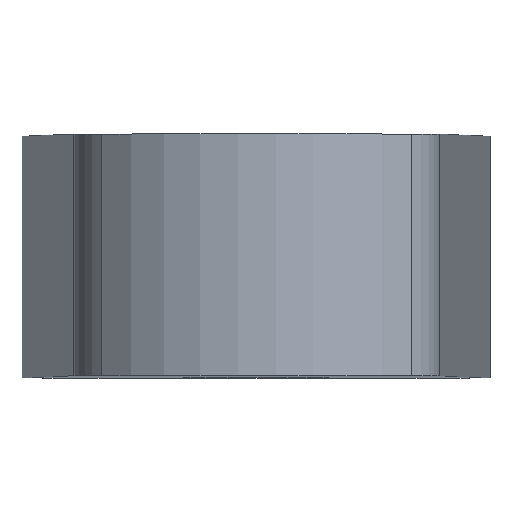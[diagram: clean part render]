
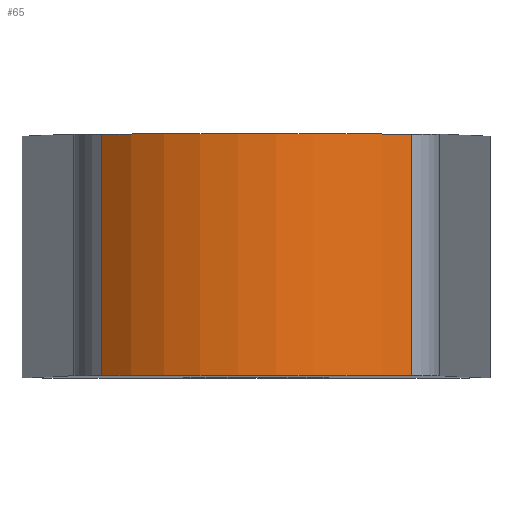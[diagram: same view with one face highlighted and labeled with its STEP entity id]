
A CAD part, top view. The second image highlights one B-rep face of the part: STEP entity #65.
In plain terms, the highlighted cylindrical face has radius 9.088 mm (diameter 18.175 mm), a partial arc.
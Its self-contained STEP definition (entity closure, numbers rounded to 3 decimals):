
#65=ADVANCED_FACE('',(#168),#170,.T.);
#168=FACE_BOUND('',#169,.T.);
#169=EDGE_LOOP('',(#231,#232,#233,#234));
#170=CYLINDRICAL_SURFACE('',#171,9.088);
#171=AXIS2_PLACEMENT_3D('',#172,#173,#174);
#172=CARTESIAN_POINT('',(0.029,0.,30.539));
#173=DIRECTION('',(0.,-1.,0.));
#174=DIRECTION('',(0.705,0.,0.709));
#231=ORIENTED_EDGE('',*,*,#242,.T.);
#232=ORIENTED_EDGE('',*,*,#264,.T.);
#233=ORIENTED_EDGE('',*,*,#246,.F.);
#234=ORIENTED_EDGE('',*,*,#257,.F.);
#242=EDGE_CURVE('',#266,#278,#280,.T.);
#246=EDGE_CURVE('',#287,#288,#289,.T.);
#257=EDGE_CURVE('',#266,#287,#309,.T.);
#264=EDGE_CURVE('',#278,#288,#316,.T.);
#266=VERTEX_POINT('',#318);
#278=VERTEX_POINT('',#345);
#280=CIRCLE('',#350,9.088);
#287=VERTEX_POINT('',#369);
#288=VERTEX_POINT('',#370);
#289=CIRCLE('',#371,9.088);
#309=LINE('',#421,#422);
#316=LINE('',#442,#443);
#318=CARTESIAN_POINT('',(6.434,0.,36.986));
#345=CARTESIAN_POINT('',(-6.378,0.,36.984));
#350=AXIS2_PLACEMENT_3D('',#351,#352,#353);
#351=CARTESIAN_POINT('',(0.029,0.,30.539));
#352=DIRECTION('',(0.,-1.,0.));
#353=DIRECTION('',(0.705,0.,0.709));
#369=CARTESIAN_POINT('',(6.434,-10.,36.986));
#370=CARTESIAN_POINT('',(-6.378,-10.,36.984));
#371=AXIS2_PLACEMENT_3D('',#372,#373,#374);
#372=CARTESIAN_POINT('',(0.029,-10.,30.539));
#373=DIRECTION('',(0.,-1.,0.));
#374=DIRECTION('',(0.705,0.,0.709));
#421=CARTESIAN_POINT('',(6.434,0.,36.986));
#422=VECTOR('',#423,1.);
#423=DIRECTION('',(0.,-1.,0.));
#442=CARTESIAN_POINT('',(-6.378,0.,36.984));
#443=VECTOR('',#444,1.);
#444=DIRECTION('',(0.,-1.,0.));
